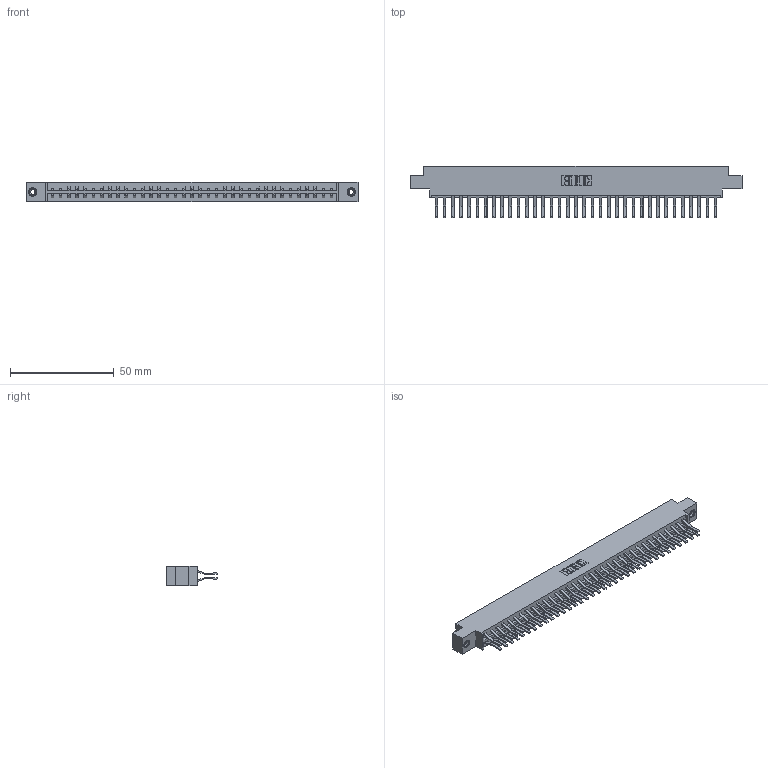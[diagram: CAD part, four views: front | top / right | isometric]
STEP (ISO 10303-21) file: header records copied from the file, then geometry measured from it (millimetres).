
FILE_DESCRIPTION (( 'STEP AP203' ), '1' );
FILE_NAME ('333-070-560-808.STEP', '2018-08-04T15:50:38', ( '' ), ( '' ), 'SwSTEP 2.0', 'SolidWorks 2016', '' );
FILE_SCHEMA (( 'CONFIG_CONTROL_DESIGN' ));
Length unit declared in the file: inch
Products named in the file (4): 333 Part_Offset - .156 Dia - TI; 345-292-001_560 Tail; 345-250-001_345-250-003-102; 333-070-560-808
Assembly tree (73 placements, depth 2):
  333-070-560-808
    333 Part_Offset - .156 Dia - TI
    345-292-001_560 Tail  x70
    345-250-001_345-250-003-102  x2
Bounding box: 160.22 x 24.78 x 9.4 mm (x, y, z)
Volume: 16516.9 mm3; surface area: 21003.3 mm2
Topology: 73 solids, 73 shells, 3958 faces, 11729 edges, 7718 vertices
Faces by surface type: plane 2626, cylinder 1316, cone 12, torus 4
Entity records: 24828 total; most frequent: CARTESIAN_POINT 4109, ORIENTED_EDGE 4038, DIRECTION 3557, EDGE_CURVE 2019, VECTOR 1867, LINE 1867, VERTEX_POINT 1340, AXIS2_PLACEMENT_3D 845
